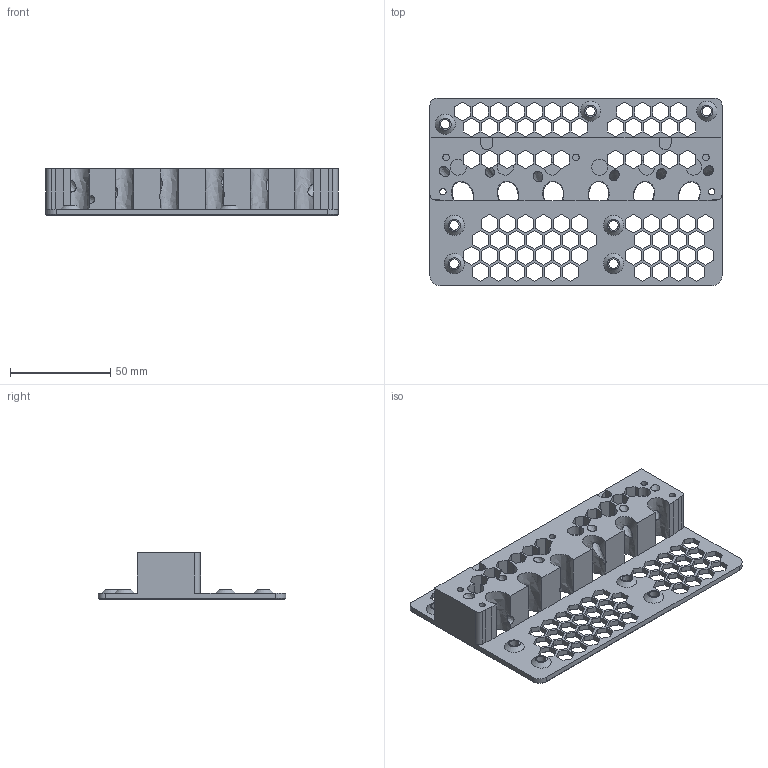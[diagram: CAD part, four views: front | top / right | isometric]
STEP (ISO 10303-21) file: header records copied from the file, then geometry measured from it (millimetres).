
FILE_DESCRIPTION(/* description */ (''),/* implementation_level */ '2;1');
FILE_NAME(/* name */ '',/* time_stamp */ '2025-09-04T09:54:46+03:00',/* author */ (''),/* organization */ (''),/* preprocessor_version */ 'ST-DEVELOPER v20.1',/* originating_system */ 'Autodesk Translation Framework v14.10.0.0',/* authorisation */ '');
FILE_SCHEMA (('AUTOMOTIVE_DESIGN { 1 0 10303 214 3 1 1 }'));
Length unit declared in the file: millimetre
Products named in the file (1): BTT_U2C_CEB_3mm_panel_gap_глубокий
Bounding box: 145.6 x 93.53 x 23 mm (x, y, z)
Volume: 91112 mm3; surface area: 43426.8 mm2
Topology: 1 solids, 1 shells, 1060 faces, 2680 edges, 1624 vertices
Faces by surface type: plane 991, cylinder 31, cone 23, bspline 15
Full cylindrical faces by diameter (mm): 3.2 x5, 4.7 x7, 6.2 x3, 8 x1
Entity records: 32483 total; most frequent: CARTESIAN_POINT 6946, ORIENTED_EDGE 5360, DIRECTION 4846, EDGE_CURVE 2680, LINE 2526, VECTOR 2526, VERTEX_POINT 1624, EDGE_LOOP 1260
